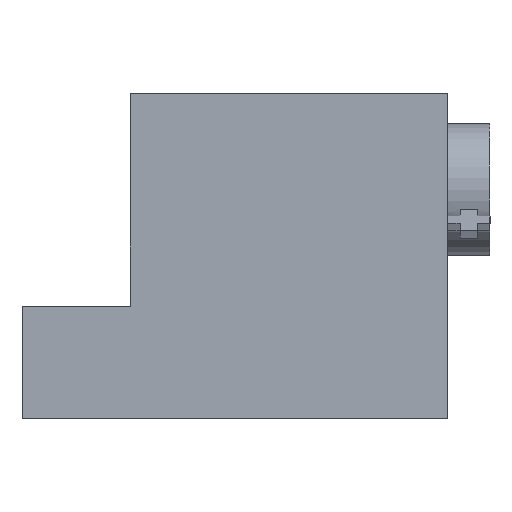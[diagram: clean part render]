
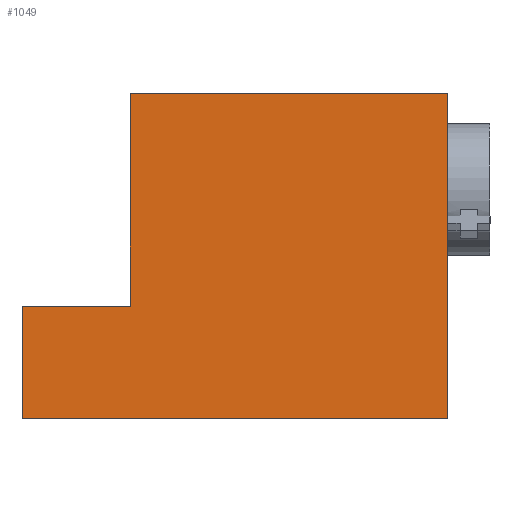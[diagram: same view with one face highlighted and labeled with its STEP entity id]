
A CAD part, left-side view. The second image highlights one B-rep face of the part: STEP entity #1049.
In plain terms, the highlighted planar face has unit normal (-1, 0, 0).
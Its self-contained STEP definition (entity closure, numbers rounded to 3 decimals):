
#85=FACE_OUTER_BOUND('',#144,.T.);
#144=EDGE_LOOP('',(#906,#907,#908,#909,#910,#911));
#211=LINE('',#1531,#347);
#262=LINE('',#1633,#398);
#263=LINE('',#1635,#399);
#273=LINE('',#1657,#409);
#283=LINE('',#1676,#419);
#284=LINE('',#1677,#420);
#347=VECTOR('',#1247,10.);
#398=VECTOR('',#1332,10.);
#399=VECTOR('',#1335,10.);
#409=VECTOR('',#1357,10.);
#419=VECTOR('',#1375,10.);
#420=VECTOR('',#1376,10.);
#474=VERTEX_POINT('',#1528);
#475=VERTEX_POINT('',#1530);
#508=VERTEX_POINT('',#1629);
#509=VERTEX_POINT('',#1631);
#515=VERTEX_POINT('',#1656);
#520=VERTEX_POINT('',#1675);
#587=EDGE_CURVE('',#474,#475,#211,.T.);
#638=EDGE_CURVE('',#508,#509,#262,.F.);
#639=EDGE_CURVE('',#509,#475,#263,.T.);
#649=EDGE_CURVE('',#508,#515,#273,.F.);
#659=EDGE_CURVE('',#474,#520,#283,.T.);
#660=EDGE_CURVE('',#515,#520,#284,.F.);
#906=ORIENTED_EDGE('',*,*,#638,.T.);
#907=ORIENTED_EDGE('',*,*,#639,.T.);
#908=ORIENTED_EDGE('',*,*,#587,.F.);
#909=ORIENTED_EDGE('',*,*,#659,.T.);
#910=ORIENTED_EDGE('',*,*,#660,.F.);
#911=ORIENTED_EDGE('',*,*,#649,.F.);
#997=PLANE('',#1124);
#1049=ADVANCED_FACE('',(#85),#997,.T.);
#1124=AXIS2_PLACEMENT_3D('',#1674,#1373,#1374);
#1247=DIRECTION('',(0.,1.,0.));
#1332=DIRECTION('',(0.,-1.,0.));
#1335=DIRECTION('',(0.,0.,-1.));
#1357=DIRECTION('',(0.,0.,-1.));
#1373=DIRECTION('center_axis',(-1.,0.,0.));
#1374=DIRECTION('ref_axis',(0.,-1.,0.));
#1375=DIRECTION('',(0.,0.,1.));
#1376=DIRECTION('',(0.,1.,0.));
#1528=CARTESIAN_POINT('',(-12.1,-21.15,-18.2));
#1530=CARTESIAN_POINT('',(-12.1,28.85,-18.2));
#1531=CARTESIAN_POINT('',(-12.1,15.988,-18.2));
#1629=CARTESIAN_POINT('',(-12.1,16.15,-5.));
#1631=CARTESIAN_POINT('',(-12.1,28.85,-5.));
#1633=CARTESIAN_POINT('',(-12.1,15.,-5.));
#1635=CARTESIAN_POINT('',(-12.1,28.85,0.));
#1656=CARTESIAN_POINT('',(-12.1,16.15,20.));
#1657=CARTESIAN_POINT('',(-12.1,16.15,0.));
#1674=CARTESIAN_POINT('Origin',(-12.1,21.15,0.));
#1675=CARTESIAN_POINT('',(-12.1,-21.15,20.));
#1676=CARTESIAN_POINT('',(-12.1,-21.15,0.));
#1677=CARTESIAN_POINT('',(-12.1,10.575,20.));
